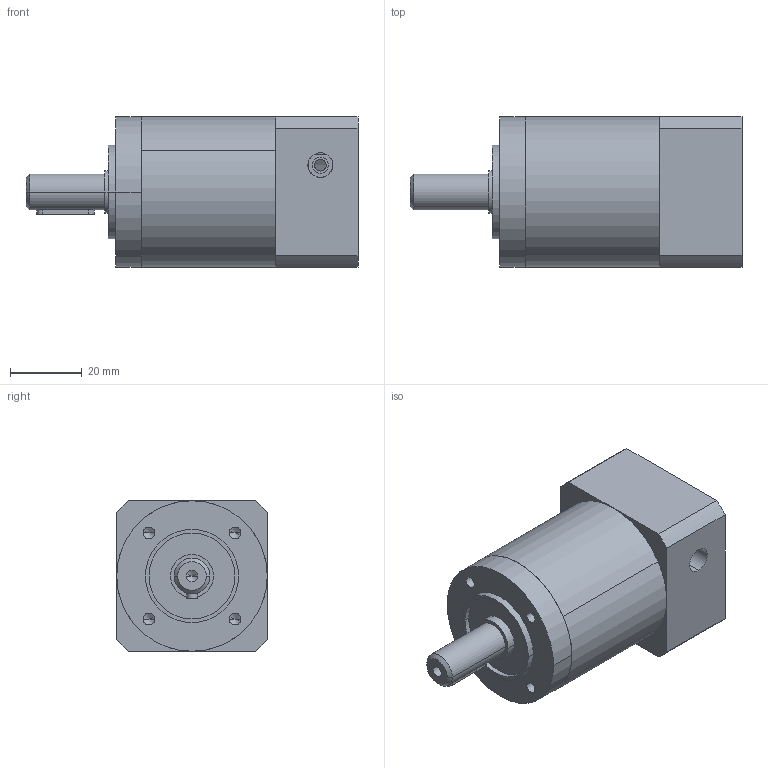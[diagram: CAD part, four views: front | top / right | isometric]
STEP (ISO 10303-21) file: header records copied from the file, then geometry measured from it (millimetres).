
FILE_DESCRIPTION (( 'STEP AP203' ), '1' );
FILE_NAME ('GPL042-L2-(8-30-45-M3).STEP', '2024-09-19T06:32:50', ( '' ), ( '' ), 'SwSTEP 2.0', 'SolidWorks 2019', '' );
FILE_SCHEMA (( 'CONFIG_CONTROL_DESIGN' ));
Length unit declared in the file: millimetre
Products named in the file (1): GPL042-L2-(8-30-45-M3)
Bounding box: 92.7 x 42 x 42 mm (x, y, z)
Volume: 69446.8 mm3; surface area: 28937.8 mm2
Topology: 4 solids, 8 shells, 160 faces, 380 edges, 231 vertices
Faces by surface type: cylinder 80, plane 50, cone 30
Entity records: 5265 total; most frequent: CARTESIAN_POINT 1496, DIRECTION 820, ORIENTED_EDGE 708, EDGE_CURVE 354, AXIS2_PLACEMENT_3D 323, VERTEX_POINT 231, EDGE_LOOP 195, LINE 174
